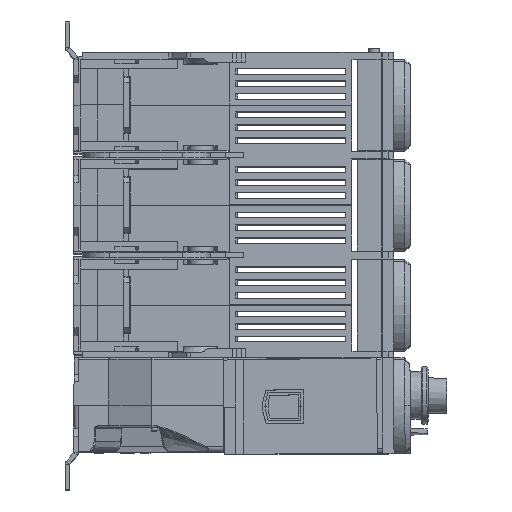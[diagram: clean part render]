
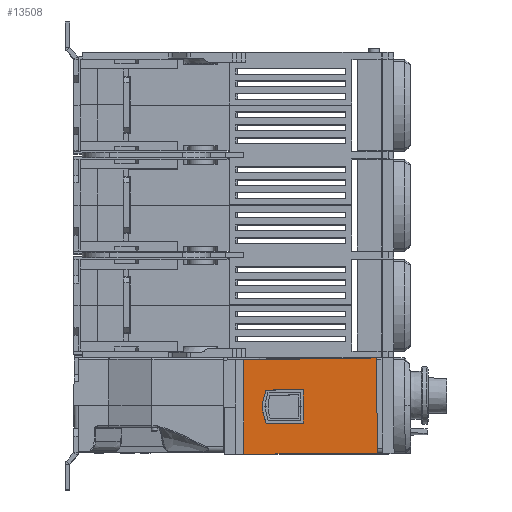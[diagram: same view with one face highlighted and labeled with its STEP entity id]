
A CAD part, top view. The second image highlights one B-rep face of the part: STEP entity #13508.
In plain terms, the highlighted planar face has unit normal (0, 0, 1).
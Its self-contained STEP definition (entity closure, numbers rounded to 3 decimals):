
#817=FACE_BOUND('',#18215,.T.);
#818=FACE_BOUND('',#18216,.T.);
#1314=LINE('',#56474,#6564);
#1960=LINE('',#60749,#7219);
#1986=LINE('',#60805,#7245);
#1987=LINE('',#60808,#7246);
#1988=LINE('',#60810,#7247);
#1989=LINE('',#60812,#7248);
#1990=LINE('',#60814,#7249);
#1991=LINE('',#60816,#7250);
#1992=LINE('',#60818,#7251);
#1993=LINE('',#60820,#7252);
#1994=LINE('',#60821,#7253);
#1995=LINE('',#60822,#7254);
#1996=LINE('',#60824,#7255);
#1997=LINE('',#60826,#7256);
#6564=VECTOR('',#45494,1.);
#7219=VECTOR('',#47005,1.);
#7245=VECTOR('',#47037,1.);
#7246=VECTOR('',#47038,1.);
#7247=VECTOR('',#47039,1.);
#7248=VECTOR('',#47040,1.);
#7249=VECTOR('',#47041,1.);
#7250=VECTOR('',#47042,1.);
#7251=VECTOR('',#47043,1.);
#7252=VECTOR('',#47044,1.);
#7253=VECTOR('',#47045,1.);
#7254=VECTOR('',#47046,1.);
#7255=VECTOR('',#47047,1.);
#7256=VECTOR('',#47048,1.);
#13508=ADVANCED_FACE('',(#817,#818),#15133,.T.);
#15133=PLANE('',#43057);
#18215=EDGE_LOOP('',(#21508,#21509,#21510,#21511,#21512,#21513,#21514,#21515));
#18216=EDGE_LOOP('',(#21516,#21517,#21518,#21519,#21520,#21521));
#21508=ORIENTED_EDGE('',*,*,#36426,.T.);
#21509=ORIENTED_EDGE('',*,*,#36427,.T.);
#21510=ORIENTED_EDGE('',*,*,#36428,.T.);
#21511=ORIENTED_EDGE('',*,*,#36429,.T.);
#21512=ORIENTED_EDGE('',*,*,#36430,.F.);
#21513=ORIENTED_EDGE('',*,*,#36431,.F.);
#21514=ORIENTED_EDGE('',*,*,#36432,.F.);
#21515=ORIENTED_EDGE('',*,*,#36433,.F.);
#21516=ORIENTED_EDGE('',*,*,#36434,.T.);
#21517=ORIENTED_EDGE('',*,*,#35393,.T.);
#21518=ORIENTED_EDGE('',*,*,#36435,.T.);
#21519=ORIENTED_EDGE('',*,*,#36436,.F.);
#21520=ORIENTED_EDGE('',*,*,#36437,.F.);
#21521=ORIENTED_EDGE('',*,*,#36398,.T.);
#30423=VERTEX_POINT('',#56475);
#30424=VERTEX_POINT('',#56476);
#31150=VERTEX_POINT('',#60748);
#31151=VERTEX_POINT('',#60750);
#31178=VERTEX_POINT('',#60806);
#31179=VERTEX_POINT('',#60807);
#31180=VERTEX_POINT('',#60809);
#31181=VERTEX_POINT('',#60811);
#31182=VERTEX_POINT('',#60813);
#31183=VERTEX_POINT('',#60815);
#31184=VERTEX_POINT('',#60817);
#31185=VERTEX_POINT('',#60819);
#31186=VERTEX_POINT('',#60823);
#31187=VERTEX_POINT('',#60825);
#35393=EDGE_CURVE('',#30423,#30424,#1314,.T.);
#36398=EDGE_CURVE('',#31151,#31150,#1960,.T.);
#36426=EDGE_CURVE('',#31178,#31179,#1986,.T.);
#36427=EDGE_CURVE('',#31179,#31180,#1987,.T.);
#36428=EDGE_CURVE('',#31180,#31181,#1988,.T.);
#36429=EDGE_CURVE('',#31181,#31182,#1989,.T.);
#36430=EDGE_CURVE('',#31183,#31182,#1990,.T.);
#36431=EDGE_CURVE('',#31184,#31183,#1991,.T.);
#36432=EDGE_CURVE('',#31185,#31184,#1992,.T.);
#36433=EDGE_CURVE('',#31178,#31185,#1993,.T.);
#36434=EDGE_CURVE('',#31150,#30423,#1994,.T.);
#36435=EDGE_CURVE('',#30424,#31186,#1995,.T.);
#36436=EDGE_CURVE('',#31187,#31186,#1996,.T.);
#36437=EDGE_CURVE('',#31151,#31187,#1997,.T.);
#43057=AXIS2_PLACEMENT_3D('',#60827,#47049,#47050);
#45494=DIRECTION('',(-0.009,1.,0.));
#47005=DIRECTION('',(1.,0.003,0.));
#47037=DIRECTION('',(0.009,-1.,0.));
#47038=DIRECTION('',(-1.,-0.009,0.));
#47039=DIRECTION('',(-0.267,0.964,0.));
#47040=DIRECTION('',(-0.009,1.,0.));
#47041=DIRECTION('',(0.009,-1.,0.));
#47042=DIRECTION('',(-0.25,-0.968,0.));
#47043=DIRECTION('',(-1.,-0.009,0.));
#47044=DIRECTION('',(-0.009,1.,0.));
#47045=DIRECTION('',(-0.009,1.,0.));
#47046=DIRECTION('',(-0.009,1.,0.));
#47047=DIRECTION('',(1.,0.014,0.));
#47048=DIRECTION('',(-0.009,1.,0.));
#47049=DIRECTION('',(0.,0.,1.));
#47050=DIRECTION('',(0.009,-1.,0.));
#56474=CARTESIAN_POINT('',(50.35,-156.649,46.154));
#56475=CARTESIAN_POINT('',(50.483,-171.919,46.154));
#56476=CARTESIAN_POINT('',(50.204,-139.9,46.154));
#60748=CARTESIAN_POINT('',(50.5,-173.859,46.154));
#60749=CARTESIAN_POINT('',(15.284,-173.982,46.154));
#60750=CARTESIAN_POINT('',(2.5,-174.027,46.154));
#60805=CARTESIAN_POINT('',(23.851,-156.881,46.154));
#60806=CARTESIAN_POINT('',(23.851,-156.881,46.154));
#60807=CARTESIAN_POINT('',(23.903,-162.88,46.154));
#60808=CARTESIAN_POINT('',(13.154,-162.974,46.154));
#60809=CARTESIAN_POINT('',(10.507,-162.997,46.154));
#60810=CARTESIAN_POINT('',(9.453,-159.194,46.154));
#60811=CARTESIAN_POINT('',(9.368,-158.889,46.154));
#60812=CARTESIAN_POINT('',(9.36,-157.948,46.154));
#60813=CARTESIAN_POINT('',(9.352,-157.007,46.154));
#60814=CARTESIAN_POINT('',(9.343,-156.066,46.154));
#60815=CARTESIAN_POINT('',(9.335,-155.126,46.154));
#60816=CARTESIAN_POINT('',(9.415,-154.818,46.154));
#60817=CARTESIAN_POINT('',(10.403,-150.998,46.154));
#60818=CARTESIAN_POINT('',(13.049,-150.975,46.154));
#60819=CARTESIAN_POINT('',(23.799,-150.881,46.154));
#60820=CARTESIAN_POINT('',(23.851,-156.881,46.154));
#60821=CARTESIAN_POINT('',(50.35,-156.649,46.154));
#60822=CARTESIAN_POINT('',(50.35,-156.649,46.154));
#60823=CARTESIAN_POINT('',(50.2,-139.439,46.154));
#60824=CARTESIAN_POINT('',(14.987,-139.931,46.154));
#60825=CARTESIAN_POINT('',(2.204,-140.109,46.154));
#60826=CARTESIAN_POINT('',(2.352,-157.068,46.154));
#60827=CARTESIAN_POINT('',(2.352,-157.068,46.154));
